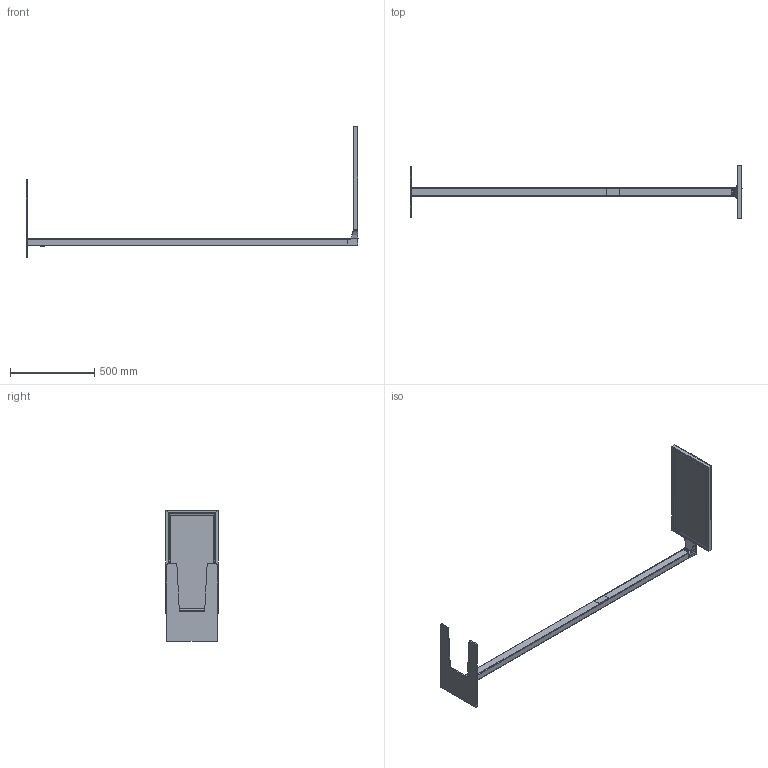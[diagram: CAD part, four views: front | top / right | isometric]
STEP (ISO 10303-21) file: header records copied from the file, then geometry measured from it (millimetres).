
FILE_DESCRIPTION (( 'STEP AP214' ), '1' );
FILE_NAME ('FS_COMP.STEP', '2025-01-29T10:28:14', ( '' ), ( '' ), 'SwSTEP 2.0', 'SolidWorks 2022', '' );
FILE_SCHEMA (( 'AUTOMOTIVE_DESIGN' ));
Length unit declared in the file: millimetre
Products named in the file (1): FS_COMP
Bounding box: 1969 x 310 x 776 mm (x, y, z)
Volume: 2416908.7 mm3; surface area: 1815800.3 mm2
Topology: 14 solids, 14 shells, 367 faces, 1048 edges, 716 vertices
Faces by surface type: plane 259, cylinder 72, cone 22, bspline 10, torus 4
Entity records: 17907 total; most frequent: CARTESIAN_POINT 4257, ORIENTED_EDGE 2096, DIRECTION 1759, EDGE_CURVE 1048, LINE 759, VECTOR 759, VERTEX_POINT 716, AXIS2_PLACEMENT_3D 500
